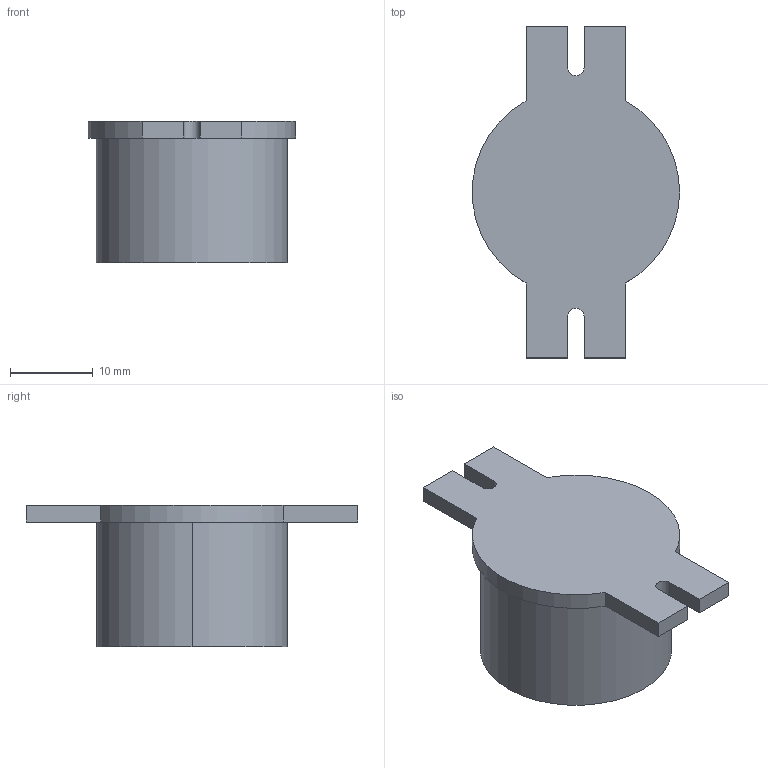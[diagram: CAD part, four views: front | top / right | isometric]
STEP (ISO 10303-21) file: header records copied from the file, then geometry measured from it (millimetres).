
FILE_DESCRIPTION (( 'STEP AP203' ), '1' );
FILE_NAME ('²¹¹âµÆ.STEP', '2023-07-10T03:02:40', ( 'PS' ), ( '' ), 'SwSTEP 2.0', 'SolidWorks 2018', '' );
FILE_SCHEMA (( 'CONFIG_CONTROL_DESIGN' ));
Length unit declared in the file: millimetre
Products named in the file (1): 硃嫖腑
Bounding box: 24.96 x 40 x 17 mm (x, y, z)
Volume: 7551.5 mm3; surface area: 2675.1 mm2
Topology: 1 solids, 1 shells, 22 faces, 57 edges, 38 vertices
Faces by surface type: plane 15, cylinder 7
Entity records: 752 total; most frequent: CARTESIAN_POINT 118, DIRECTION 117, ORIENTED_EDGE 114, EDGE_CURVE 57, VECTOR 43, LINE 43, VERTEX_POINT 38, AXIS2_PLACEMENT_3D 37
